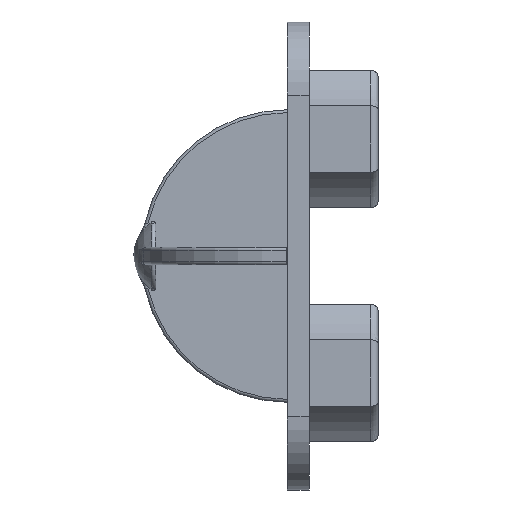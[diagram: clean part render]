
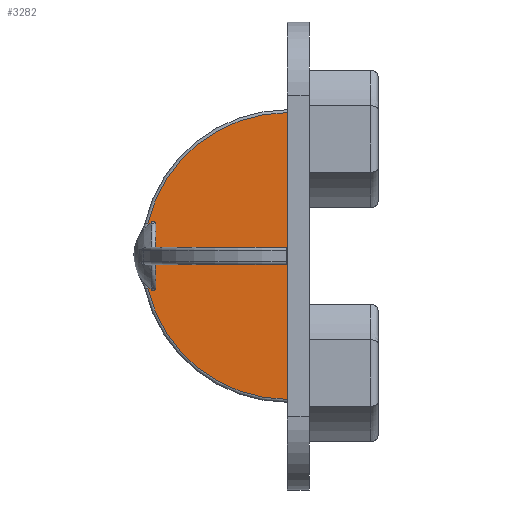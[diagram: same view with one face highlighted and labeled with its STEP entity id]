
A CAD part, left-side view. The second image highlights one B-rep face of the part: STEP entity #3282.
In plain terms, the highlighted planar face has unit normal (-1, 0, 0).
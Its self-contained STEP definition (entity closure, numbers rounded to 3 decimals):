
#7 = CARTESIAN_POINT ( 'NONE',  ( 11.076, 29.639, -24.818 ) ) ;
#66 = LINE ( 'NONE', #3011, #689 ) ;
#68 = B_SPLINE_CURVE_WITH_KNOTS ( 'NONE', 3,
 ( #3277, #6603, #2837, #553, #1722, #6000, #586, #3880 ),
 .UNSPECIFIED., .F., .F.,
 ( 4, 2, 2, 4 ),
 ( 0., 0., 0., 0. ),
 .UNSPECIFIED. ) ;
#176 = CARTESIAN_POINT ( 'NONE',  ( 11.076, 20.153, 0. ) ) ;
#443 = DIRECTION ( 'NONE',  ( -1., 0., 0. ) ) ;
#478 = PLANE ( 'NONE',  #6700 ) ;
#498 = VECTOR ( 'NONE', #6048, 1000. ) ;
#512 = VERTEX_POINT ( 'NONE', #1773 ) ;
#541 = DIRECTION ( 'NONE',  ( -1., 0., 0. ) ) ;
#553 = CARTESIAN_POINT ( 'NONE',  ( 11.076, 29.27, -24.665 ) ) ;
#575 = CARTESIAN_POINT ( 'NONE',  ( 11.076, 29.089, -29.159 ) ) ;
#586 = CARTESIAN_POINT ( 'NONE',  ( 11.076, 29.089, -24.799 ) ) ;
#600 = DIRECTION ( 'NONE',  ( 0., 0., 1. ) ) ;
#689 = VECTOR ( 'NONE', #5702, 1000. ) ;
#745 = VERTEX_POINT ( 'NONE', #5074 ) ;
#752 = CARTESIAN_POINT ( 'NONE',  ( 11.076, 29.411, -24.71 ) ) ;
#809 = CARTESIAN_POINT ( 'NONE',  ( 11.076, 29.649, -29.174 ) ) ;
#828 = EDGE_CURVE ( 'NONE', #2313, #1877, #66, .T. ) ;
#905 = B_SPLINE_CURVE_WITH_KNOTS ( 'NONE', 3,
 ( #1596, #6406, #2633, #3170 ),
 .UNSPECIFIED., .F., .F.,
 ( 4, 4 ),
 ( 0., 0. ),
 .UNSPECIFIED. ) ;
#914 = DIRECTION ( 'NONE',  ( -1., 0., 0. ) ) ;
#959 = CARTESIAN_POINT ( 'NONE',  ( 11.076, 29.639, -29.216 ) ) ;
#1078 = DIRECTION ( 'NONE',  ( 0., 0., -1. ) ) ;
#1117 = B_SPLINE_CURVE_WITH_KNOTS ( 'NONE', 3,
 ( #3909, #6597, #5528, #4434, #1185, #4965 ),
 .UNSPECIFIED., .F., .F.,
 ( 4, 2, 4 ),
 ( 0., 0., 0. ),
 .UNSPECIFIED. ) ;
#1185 = CARTESIAN_POINT ( 'NONE',  ( 11.076, 29.351, -29.371 ) ) ;
#1316 = VECTOR ( 'NONE', #3499, 1000. ) ;
#1349 = CARTESIAN_POINT ( 'NONE',  ( 11.076, 27.589, -27.017 ) ) ;
#1384 = DIRECTION ( 'NONE',  ( 0., -1., 0. ) ) ;
#1410 = EDGE_CURVE ( 'NONE', #4251, #2764, #6044, .T. ) ;
#1530 = EDGE_CURVE ( 'NONE', #2313, #745, #5159, .T. ) ;
#1548 = FACE_OUTER_BOUND ( 'NONE', #3706, .T. ) ;
#1596 = CARTESIAN_POINT ( 'NONE',  ( 11.076, 29.639, -24.818 ) ) ;
#1722 = CARTESIAN_POINT ( 'NONE',  ( 11.076, 29.232, -24.672 ) ) ;
#1773 = CARTESIAN_POINT ( 'NONE',  ( 11.076, 20.089, -17.217 ) ) ;
#1877 = VERTEX_POINT ( 'NONE', #6893 ) ;
#2109 = DIRECTION ( 'NONE',  ( 0., 0., -1. ) ) ;
#2138 = CARTESIAN_POINT ( 'NONE',  ( 11.076, 20.089, -27.017 ) ) ;
#2151 = CARTESIAN_POINT ( 'NONE',  ( 11.076, 29.089, -27.62 ) ) ;
#2203 = LINE ( 'NONE', #3893, #498 ) ;
#2205 = B_SPLINE_CURVE_WITH_KNOTS ( 'NONE', 3,
 ( #5228, #5689, #809, #959 ),
 .UNSPECIFIED., .F., .F.,
 ( 4, 4 ),
 ( 0., 0. ),
 .UNSPECIFIED. ) ;
#2208 = VERTEX_POINT ( 'NONE', #5108 ) ;
#2232 = EDGE_CURVE ( 'NONE', #2850, #745, #6604, .T. ) ;
#2233 = CARTESIAN_POINT ( 'NONE',  ( 11.076, 29.089, -27.62 ) ) ;
#2290 = VECTOR ( 'NONE', #2323, 1000. ) ;
#2296 = ORIENTED_EDGE ( 'NONE', *, *, #1530, .T. ) ;
#2313 = VERTEX_POINT ( 'NONE', #4109 ) ;
#2323 = DIRECTION ( 'NONE',  ( 0., 0., 1. ) ) ;
#2467 = EDGE_CURVE ( 'NONE', #3941, #5728, #3232, .T. ) ;
#2633 = CARTESIAN_POINT ( 'NONE',  ( 11.076, 29.66, -24.901 ) ) ;
#2695 = CIRCLE ( 'NONE', #6319, 2.939 ) ;
#2709 = CARTESIAN_POINT ( 'NONE',  ( 11.076, 29.672, -24.942 ) ) ;
#2745 = ORIENTED_EDGE ( 'NONE', *, *, #6788, .T. ) ;
#2754 = EDGE_CURVE ( 'NONE', #512, #4424, #5449, .T. ) ;
#2764 = VERTEX_POINT ( 'NONE', #6381 ) ;
#2837 = CARTESIAN_POINT ( 'NONE',  ( 11.076, 29.345, -24.672 ) ) ;
#2850 = VERTEX_POINT ( 'NONE', #6224 ) ;
#2875 = AXIS2_PLACEMENT_3D ( 'NONE', #4560, #4057, #4601 ) ;
#3011 = CARTESIAN_POINT ( 'NONE',  ( 11.076, 29.089, -24.077 ) ) ;
#3170 = CARTESIAN_POINT ( 'NONE',  ( 11.076, 29.672, -24.942 ) ) ;
#3181 = AXIS2_PLACEMENT_3D ( 'NONE', #2138, #541, #1078 ) ;
#3232 = CIRCLE ( 'NONE', #5598, 2.939 ) ;
#3277 = CARTESIAN_POINT ( 'NONE',  ( 11.076, 29.411, -24.71 ) ) ;
#3282 = ADVANCED_FACE ( 'NONE', ( #1548 ), #478, .F. ) ;
#3361 = EDGE_CURVE ( 'NONE', #4929, #5205, #1117, .T. ) ;
#3393 = LINE ( 'NONE', #2233, #5946 ) ;
#3445 = VECTOR ( 'NONE', #1384, 1000. ) ;
#3470 = ORIENTED_EDGE ( 'NONE', *, *, #2754, .T. ) ;
#3496 = CARTESIAN_POINT ( 'NONE',  ( 11.076, 0., -26.42 ) ) ;
#3499 = DIRECTION ( 'NONE',  ( 0., 0., -1. ) ) ;
#3539 = ORIENTED_EDGE ( 'NONE', *, *, #5013, .F. ) ;
#3706 = EDGE_LOOP ( 'NONE', ( #5420, #6970, #6764, #3539, #3470, #2745, #4146, #6134, #4020, #2296, #6419, #4072, #6273, #6773 ) ) ;
#3729 = CARTESIAN_POINT ( 'NONE',  ( 11.076, 0., 0. ) ) ;
#3880 = CARTESIAN_POINT ( 'NONE',  ( 11.076, 29.089, -24.874 ) ) ;
#3893 = CARTESIAN_POINT ( 'NONE',  ( 11.076, 0., -27.62 ) ) ;
#3909 = CARTESIAN_POINT ( 'NONE',  ( 11.076, 29.089, -29.159 ) ) ;
#3941 = VERTEX_POINT ( 'NONE', #752 ) ;
#4020 = ORIENTED_EDGE ( 'NONE', *, *, #828, .F. ) ;
#4029 = LINE ( 'NONE', #5618, #1316 ) ;
#4057 = DIRECTION ( 'NONE',  ( -1., 0., 0. ) ) ;
#4072 = ORIENTED_EDGE ( 'NONE', *, *, #6542, .F. ) ;
#4092 = CARTESIAN_POINT ( 'NONE',  ( 11.076, 29.639, -29.216 ) ) ;
#4109 = CARTESIAN_POINT ( 'NONE',  ( 11.076, 29.089, -26.42 ) ) ;
#4146 = ORIENTED_EDGE ( 'NONE', *, *, #2467, .F. ) ;
#4197 = EDGE_CURVE ( 'NONE', #2208, #5205, #2695, .T. ) ;
#4251 = VERTEX_POINT ( 'NONE', #4092 ) ;
#4424 = VERTEX_POINT ( 'NONE', #7 ) ;
#4434 = CARTESIAN_POINT ( 'NONE',  ( 11.076, 29.265, -29.379 ) ) ;
#4560 = CARTESIAN_POINT ( 'NONE',  ( 11.076, 20.089, -27.017 ) ) ;
#4601 = DIRECTION ( 'NONE',  ( 0., 0., -1. ) ) ;
#4652 = VERTEX_POINT ( 'NONE', #2151 ) ;
#4733 = EDGE_CURVE ( 'NONE', #3941, #1877, #68, .T. ) ;
#4929 = VERTEX_POINT ( 'NONE', #575 ) ;
#4965 = CARTESIAN_POINT ( 'NONE',  ( 11.076, 29.411, -29.324 ) ) ;
#5013 = EDGE_CURVE ( 'NONE', #512, #2764, #4029, .T. ) ;
#5074 = CARTESIAN_POINT ( 'NONE',  ( 11.076, 20.153, -26.42 ) ) ;
#5108 = CARTESIAN_POINT ( 'NONE',  ( 11.076, 29.672, -29.091 ) ) ;
#5118 = EDGE_CURVE ( 'NONE', #2208, #4251, #2205, .T. ) ;
#5159 = LINE ( 'NONE', #3496, #3445 ) ;
#5205 = VERTEX_POINT ( 'NONE', #6981 ) ;
#5228 = CARTESIAN_POINT ( 'NONE',  ( 11.076, 29.672, -29.091 ) ) ;
#5420 = ORIENTED_EDGE ( 'NONE', *, *, #4197, .F. ) ;
#5449 = CIRCLE ( 'NONE', #3181, 9.8 ) ;
#5528 = CARTESIAN_POINT ( 'NONE',  ( 11.076, 29.132, -29.309 ) ) ;
#5598 = AXIS2_PLACEMENT_3D ( 'NONE', #6995, #443, #2109 ) ;
#5618 = CARTESIAN_POINT ( 'NONE',  ( 11.076, 20.089, 0. ) ) ;
#5689 = CARTESIAN_POINT ( 'NONE',  ( 11.076, 29.66, -29.132 ) ) ;
#5702 = DIRECTION ( 'NONE',  ( 0., 0., 1. ) ) ;
#5728 = VERTEX_POINT ( 'NONE', #2709 ) ;
#5946 = VECTOR ( 'NONE', #600, 1000. ) ;
#6000 = CARTESIAN_POINT ( 'NONE',  ( 11.076, 29.132, -24.725 ) ) ;
#6044 = CIRCLE ( 'NONE', #2875, 9.8 ) ;
#6048 = DIRECTION ( 'NONE',  ( 0., -1., 0. ) ) ;
#6134 = ORIENTED_EDGE ( 'NONE', *, *, #4733, .T. ) ;
#6224 = CARTESIAN_POINT ( 'NONE',  ( 11.076, 20.153, -27.62 ) ) ;
#6273 = ORIENTED_EDGE ( 'NONE', *, *, #6516, .F. ) ;
#6319 = AXIS2_PLACEMENT_3D ( 'NONE', #1349, #914, #6900 ) ;
#6381 = CARTESIAN_POINT ( 'NONE',  ( 11.076, 20.089, -36.817 ) ) ;
#6406 = CARTESIAN_POINT ( 'NONE',  ( 11.076, 29.649, -24.86 ) ) ;
#6419 = ORIENTED_EDGE ( 'NONE', *, *, #2232, .F. ) ;
#6516 = EDGE_CURVE ( 'NONE', #4929, #4652, #3393, .T. ) ;
#6542 = EDGE_CURVE ( 'NONE', #4652, #2850, #2203, .T. ) ;
#6597 = CARTESIAN_POINT ( 'NONE',  ( 11.076, 29.089, -29.235 ) ) ;
#6603 = CARTESIAN_POINT ( 'NONE',  ( 11.076, 29.381, -24.686 ) ) ;
#6604 = LINE ( 'NONE', #176, #2290 ) ;
#6700 = AXIS2_PLACEMENT_3D ( 'NONE', #3729, #6997, #7037 ) ;
#6764 = ORIENTED_EDGE ( 'NONE', *, *, #1410, .T. ) ;
#6773 = ORIENTED_EDGE ( 'NONE', *, *, #3361, .T. ) ;
#6788 = EDGE_CURVE ( 'NONE', #4424, #5728, #905, .T. ) ;
#6893 = CARTESIAN_POINT ( 'NONE',  ( 11.076, 29.089, -24.874 ) ) ;
#6900 = DIRECTION ( 'NONE',  ( 0., 0., -1. ) ) ;
#6970 = ORIENTED_EDGE ( 'NONE', *, *, #5118, .T. ) ;
#6981 = CARTESIAN_POINT ( 'NONE',  ( 11.076, 29.411, -29.324 ) ) ;
#6995 = CARTESIAN_POINT ( 'NONE',  ( 11.076, 27.589, -27.017 ) ) ;
#6997 = DIRECTION ( 'NONE',  ( 1., 0., 0. ) ) ;
#7037 = DIRECTION ( 'NONE',  ( 0., 0., -1. ) ) ;
